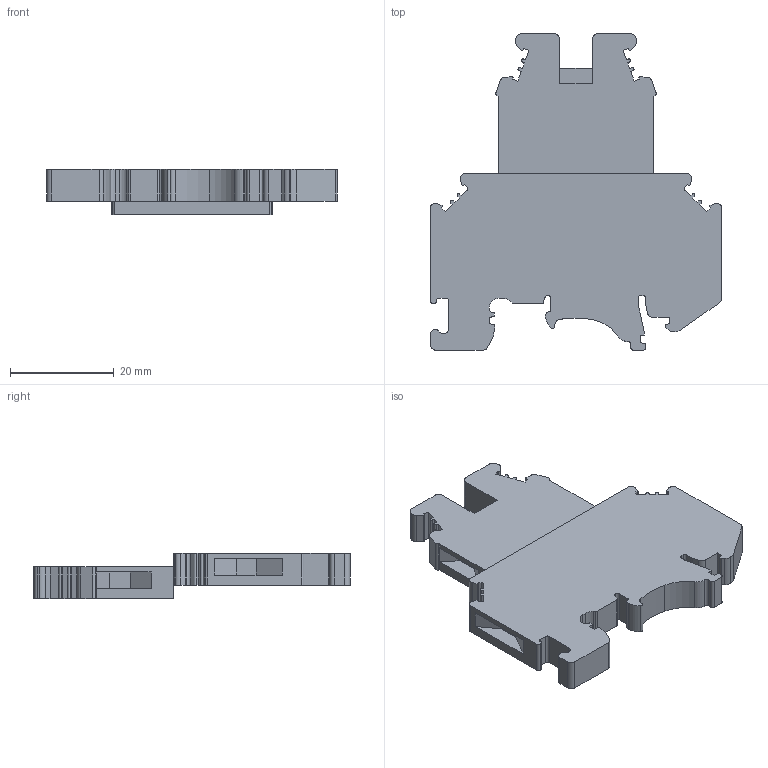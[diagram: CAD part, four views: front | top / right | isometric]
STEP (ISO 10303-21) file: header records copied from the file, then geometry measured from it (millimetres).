
FILE_DESCRIPTION(('STEP AP203'), '1');
FILE_NAME('MTU-D4_3D', '2024-11-19T14:32:29', (' '), (' '), 'C3D Converter', 'C3D Toolkit', '');
FILE_SCHEMA(('CONFIG_CONTROL_DESIGN'));
Length unit declared in the file: millimetre
Bounding box: 56 x 60.9 x 8.75 mm (x, y, z)
Volume: 13104.6 mm3; surface area: 6911.4 mm2
Topology: 1 solids, 1 shells, 218 faces, 626 edges, 416 vertices
Faces by surface type: plane 143, cylinder 75
Full cylindrical faces by diameter (mm): 4.2 x4
Entity records: 7143 total; most frequent: CARTESIAN_POINT 1257, ORIENTED_EDGE 1244, DIRECTION 1210, EDGE_CURVE 622, LINE 472, VECTOR 472, VERTEX_POINT 416, AXIS2_PLACEMENT_3D 369
